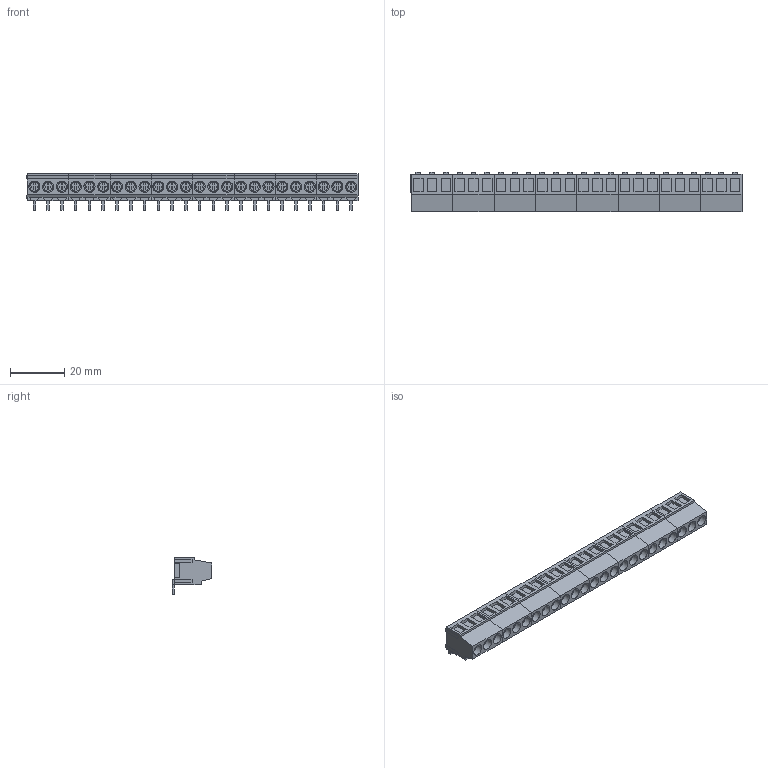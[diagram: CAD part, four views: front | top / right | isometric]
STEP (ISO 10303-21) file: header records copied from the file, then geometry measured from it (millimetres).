
FILE_DESCRIPTION(('CATIA V5 STEP Exchange','CAx-IF Rec.Pracs.--- Model Styling and Organization---1.2---2011-12-15'),'2;1');
FILE_NAME ('D1465196_0_9995220000_9995220000.stp','2018-03-31T10:12:35+00:00',('none'),('Weidmueller'),'CATIA Version 5-6 Release 2014','CATIA V5 STEP AP214','none');
FILE_SCHEMA(('AUTOMOTIVE_DESIGN { 1 0 10303 214 1 1 1 1 }'));
Length unit declared in the file: millimetre
Products named in the file (1): 9995220000
Bounding box: 122.47 x 14.6 x 13.5 mm (x, y, z)
Volume: 11628.3 mm3; surface area: 13289 mm2
Topology: 56 solids, 56 shells, 1696 faces, 4488 edges, 2976 vertices
Faces by surface type: plane 1552, cylinder 144
Entity records: 51362 total; most frequent: CARTESIAN_POINT 10262, ORIENTED_EDGE 8976, DIRECTION 6857, EDGE_CURVE 4488, VECTOR 4104, LINE 4104, VERTEX_POINT 2976, EDGE_LOOP 1768
